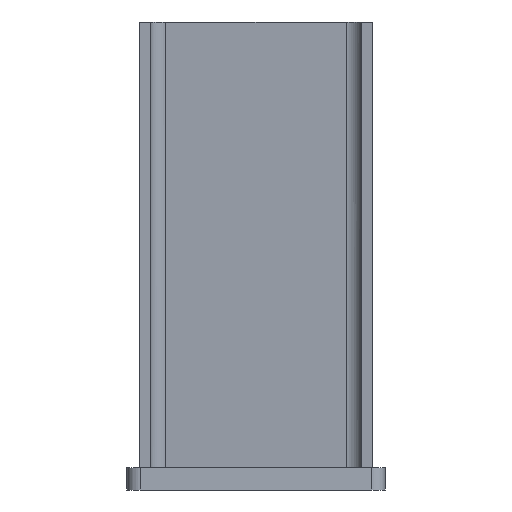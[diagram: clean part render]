
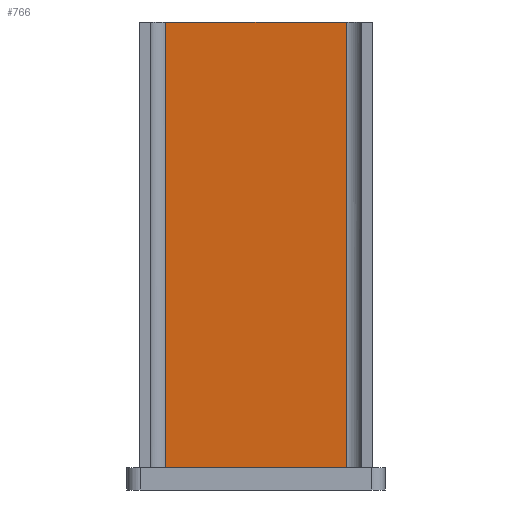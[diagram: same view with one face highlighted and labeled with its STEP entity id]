
A CAD part, front view. The second image highlights one B-rep face of the part: STEP entity #766.
In plain terms, the highlighted planar face has unit normal (0, -0.998, -0.07).
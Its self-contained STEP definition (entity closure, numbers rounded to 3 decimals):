
#2 = DIRECTION ( 'NONE',  ( -1., 0., 0. ) ) ;
#11 = LINE ( 'NONE', #757, #67 ) ;
#67 = VECTOR ( 'NONE', #2, 1000. ) ;
#86 = VECTOR ( 'NONE', #260, 1000. ) ;
#129 = ORIENTED_EDGE ( 'NONE', *, *, #257, .F. ) ;
#186 = EDGE_CURVE ( 'NONE', #995, #812, #11, .T. ) ;
#215 = CARTESIAN_POINT ( 'NONE',  ( 20.25, 37.604, -0.174 ) ) ;
#239 = ORIENTED_EDGE ( 'NONE', *, *, #725, .F. ) ;
#257 = EDGE_CURVE ( 'NONE', #812, #909, #910, .T. ) ;
#260 = DIRECTION ( 'NONE',  ( 0., -0.07, 0.998 ) ) ;
#296 = DIRECTION ( 'NONE',  ( 0., 0.07, -0.998 ) ) ;
#338 = EDGE_CURVE ( 'NONE', #827, #909, #604, .T. ) ;
#365 = DIRECTION ( 'NONE',  ( -1., 0., 0. ) ) ;
#420 = ORIENTED_EDGE ( 'NONE', *, *, #338, .T. ) ;
#443 = ORIENTED_EDGE ( 'NONE', *, *, #186, .F. ) ;
#453 = LINE ( 'NONE', #215, #643 ) ;
#490 = CARTESIAN_POINT ( 'NONE',  ( -20.25, 30.599, 100. ) ) ;
#494 = CARTESIAN_POINT ( 'NONE',  ( -20.25, 37.592, 0. ) ) ;
#524 = CARTESIAN_POINT ( 'NONE',  ( 26.25, 37.604, -0.174 ) ) ;
#604 = LINE ( 'NONE', #695, #747 ) ;
#643 = VECTOR ( 'NONE', #296, 1000. ) ;
#674 = CARTESIAN_POINT ( 'NONE',  ( -20.25, 37.604, -0.174 ) ) ;
#678 = AXIS2_PLACEMENT_3D ( 'NONE', #524, #799, #856 ) ;
#695 = CARTESIAN_POINT ( 'NONE',  ( 26.25, 30.599, 100. ) ) ;
#704 = FACE_OUTER_BOUND ( 'NONE', #727, .T. ) ;
#725 = EDGE_CURVE ( 'NONE', #827, #995, #453, .T. ) ;
#727 = EDGE_LOOP ( 'NONE', ( #443, #239, #420, #129 ) ) ;
#745 = CARTESIAN_POINT ( 'NONE',  ( 20.25, 30.599, 100. ) ) ;
#747 = VECTOR ( 'NONE', #365, 1000. ) ;
#757 = CARTESIAN_POINT ( 'NONE',  ( 26.25, 37.592, 0. ) ) ;
#766 = ADVANCED_FACE ( 'NONE', ( #704 ), #793, .T. ) ;
#793 = PLANE ( 'NONE',  #678 ) ;
#799 = DIRECTION ( 'NONE',  ( 0., -0.998, -0.07 ) ) ;
#812 = VERTEX_POINT ( 'NONE', #494 ) ;
#827 = VERTEX_POINT ( 'NONE', #745 ) ;
#856 = DIRECTION ( 'NONE',  ( 0., 0.07, -0.998 ) ) ;
#909 = VERTEX_POINT ( 'NONE', #490 ) ;
#910 = LINE ( 'NONE', #674, #86 ) ;
#995 = VERTEX_POINT ( 'NONE', #997 ) ;
#997 = CARTESIAN_POINT ( 'NONE',  ( 20.25, 37.592, 0. ) ) ;
